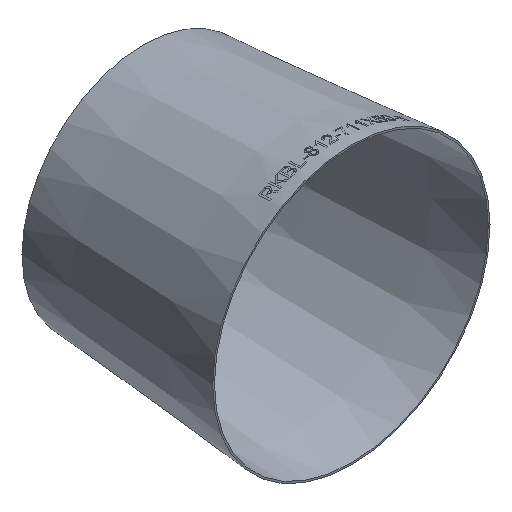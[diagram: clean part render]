
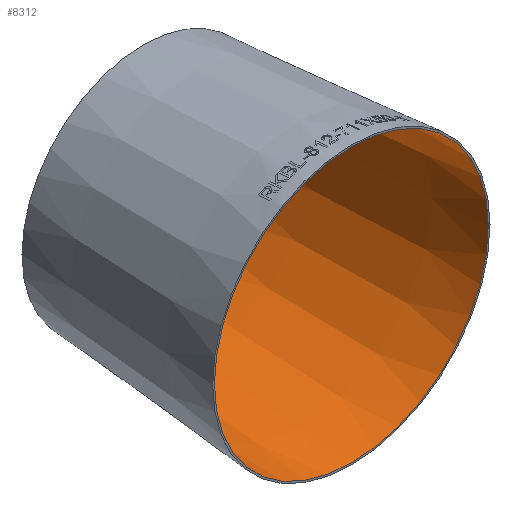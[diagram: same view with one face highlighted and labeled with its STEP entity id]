
A CAD part, isometric view. The second image highlights one B-rep face of the part: STEP entity #8312.
In plain terms, the highlighted conical face has half-angle 4.761 degrees and reference radius 401.383 mm.
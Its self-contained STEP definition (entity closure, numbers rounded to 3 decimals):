
#3080 = DIRECTION ( 'NONE',  ( 0., 0., -1. ) ) ;
#4037 = ORIENTED_EDGE ( 'NONE', *, *, #37531, .F. ) ;
#4553 = EDGE_LOOP ( 'NONE', ( #4037 ) ) ;
#6044 = DIRECTION ( 'NONE',  ( 0., 0., -1. ) ) ;
#6058 = DIRECTION ( 'NONE',  ( 0., -1., 0. ) ) ;
#6258 = DIRECTION ( 'NONE',  ( 0., 0., -1. ) ) ;
#8312 = ADVANCED_FACE ( 'NONE', ( #34570, #31428 ), #16217, .F. ) ;
#8383 = CARTESIAN_POINT ( 'NONE',  ( 0., 610., -350.583 ) ) ;
#9471 = AXIS2_PLACEMENT_3D ( 'NONE', #15532, #28272, #6044 ) ;
#10016 = EDGE_CURVE ( 'NONE', #30397, #30397, #29604, .T. ) ;
#15532 = CARTESIAN_POINT ( 'NONE',  ( 0., 0., 0. ) ) ;
#16217 = CONICAL_SURFACE ( 'NONE', #9471, 401.383, 0.083 ) ;
#16251 = AXIS2_PLACEMENT_3D ( 'NONE', #22030, #6058, #6258 ) ;
#17405 = CARTESIAN_POINT ( 'NONE',  ( 0., 610., 0. ) ) ;
#22030 = CARTESIAN_POINT ( 'NONE',  ( 0., 0., 0. ) ) ;
#22938 = EDGE_LOOP ( 'NONE', ( #28372 ) ) ;
#27242 = VERTEX_POINT ( 'NONE', #8383 ) ;
#28272 = DIRECTION ( 'NONE',  ( 0., -1., 0. ) ) ;
#28372 = ORIENTED_EDGE ( 'NONE', *, *, #10016, .T. ) ;
#29604 = CIRCLE ( 'NONE', #16251, 401.383 ) ;
#29857 = CIRCLE ( 'NONE', #41292, 350.583 ) ;
#30397 = VERTEX_POINT ( 'NONE', #39671 ) ;
#31428 = FACE_OUTER_BOUND ( 'NONE', #22938, .T. ) ;
#34570 = FACE_BOUND ( 'NONE', #4553, .T. ) ;
#37531 = EDGE_CURVE ( 'NONE', #27242, #27242, #29857, .T. ) ;
#39671 = CARTESIAN_POINT ( 'NONE',  ( 0., 0., -401.383 ) ) ;
#40924 = DIRECTION ( 'NONE',  ( 0., -1., 0. ) ) ;
#41292 = AXIS2_PLACEMENT_3D ( 'NONE', #17405, #40924, #3080 ) ;
